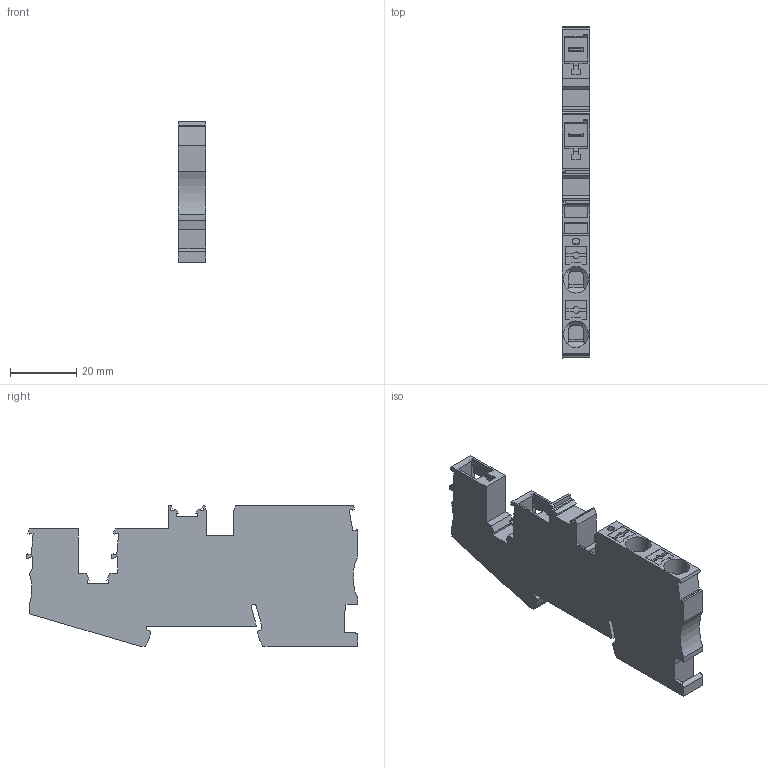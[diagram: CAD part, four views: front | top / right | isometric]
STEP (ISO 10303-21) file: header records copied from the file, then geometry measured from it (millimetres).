
FILE_DESCRIPTION(('Creo Elements/Direct Modeling STEP Export'),'2;1');
FILE_NAME('model.stp','2017-12-16T10:39:08',(''),(''),'Creo Elements/Direct Modeling STEP processor for AP214 (Solid Model)','Creo Elements/Direct Modeling 18.1I 14-Aug-2016 (C) Parametric Technology GmbH','');
FILE_SCHEMA(('AUTOMOTIVE_DESIGN { 1 0 10303 214 1 1 1 1 }'));
Length unit declared in the file: millimetre
Products named in the file (2): PT_6_QUATTRO_2P-select
Assembly tree (1 placements, depth 2):
  PT_6_QUATTRO_2P-select
    PT_6_QUATTRO_2P-select
Bounding box: 8.15 x 99.83 x 42.2 mm (x, y, z)
Volume: 21452.5 mm3; surface area: 12179.3 mm2
Topology: 1 solids, 1 shells, 254 faces, 743 edges, 498 vertices
Faces by surface type: plane 222, cylinder 32
Entity records: 11236 total; most frequent: CARTESIAN_POINT 2385, ORIENTED_EDGE 1486, DIRECTION 1291, EDGE_CURVE 743, VECTOR 659, LINE 659, VERTEX_POINT 498, AXIS2_PLACEMENT_3D 316
